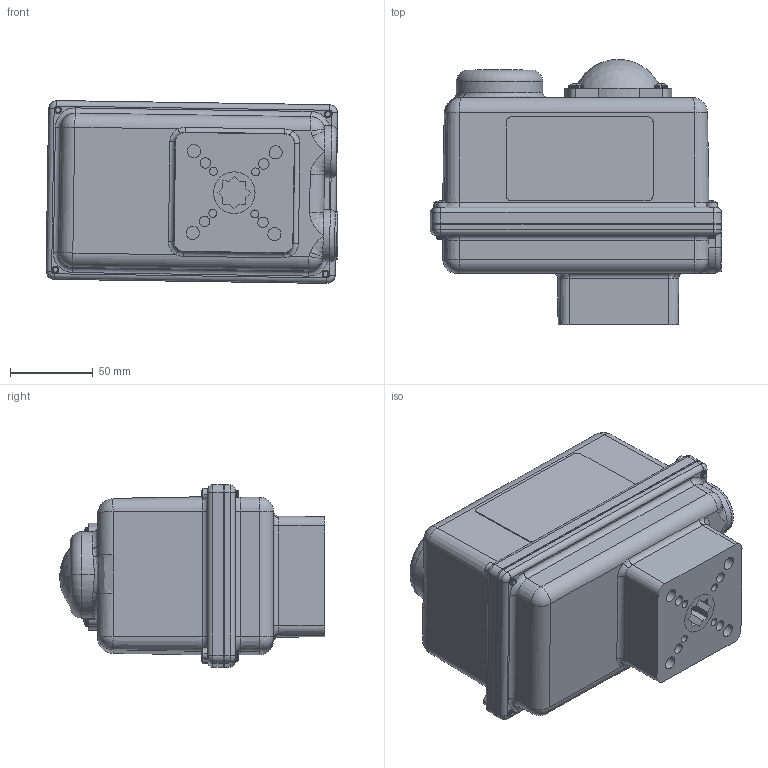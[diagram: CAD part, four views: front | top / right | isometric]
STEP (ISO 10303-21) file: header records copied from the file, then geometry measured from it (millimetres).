
FILE_DESCRIPTION (( 'STEP AP214' ), '1' );
FILE_NAME ('SD & SDX Series Nema 4.STEP', '2014-05-07T17:19:17', ( 'Owner' ), ( '' ), 'SwSTEP 2.0', 'SolidWorks 2013', '' );
FILE_SCHEMA (( 'AUTOMOTIVE_DESIGN' ));
Length unit declared in the file: inch
Products named in the file (1): SD & SDX Series Nema 4
Bounding box: 176.74 x 160.54 x 110.77 mm (x, y, z)
Volume: 1449324.2 mm3; surface area: 151023.5 mm2
Topology: 1 solids, 1 shells, 692 faces, 1852 edges, 1184 vertices
Faces by surface type: plane 269, cylinder 210, cone 102, torus 60, bspline 33, sphere 18
Entity records: 41231 total; most frequent: CARTESIAN_POINT 20084, ORIENTED_EDGE 3688, DIRECTION 3490, EDGE_CURVE 1844, AXIS2_PLACEMENT_3D 1381, VERTEX_POINT 1184, LINE 728, VECTOR 728
